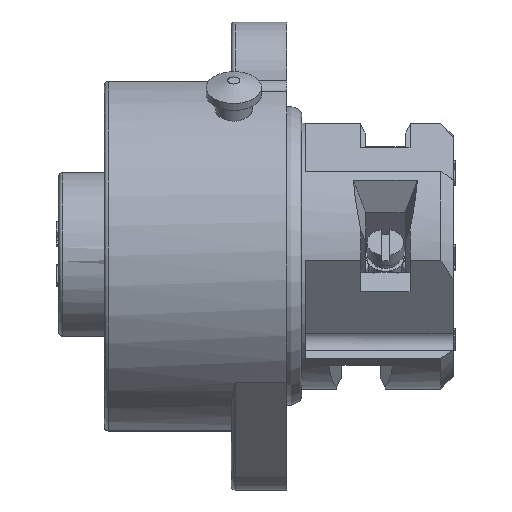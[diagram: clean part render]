
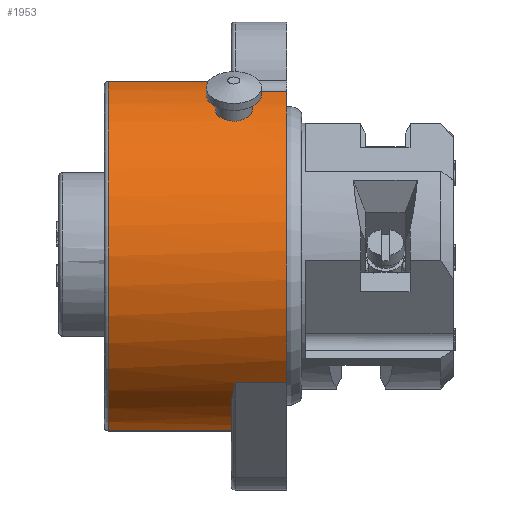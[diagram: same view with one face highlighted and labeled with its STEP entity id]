
A CAD part, left-side view. The second image highlights one B-rep face of the part: STEP entity #1953.
In plain terms, the highlighted cylindrical face has radius 14.5 mm (diameter 29 mm), a partial arc.
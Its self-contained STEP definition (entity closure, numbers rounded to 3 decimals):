
#859=FACE_BOUND('',#4265,.T.);
#860=FACE_BOUND('',#4266,.T.);
#1251=B_SPLINE_CURVE_WITH_KNOTS('',3,(#24022,#24023,#24024,#24025,#24026,
#24027,#24028,#24029,#24030,#24031,#24032,#24033,#24034,#24035,#24036,#24037,
#24038,#24039,#24040,#24041,#24042,#24043,#24044,#24045,#24046,#24047,#24048,
#24049,#24050,#24051,#24052,#24053,#24054,#24055,#24056,#24057,#24058,#24059,
#24060,#24061,#24062,#24063,#24064,#24065,#24066,#24067,#24068,#24069,#24070,
#24071,#24072,#24073,#24074,#24075,#24076,#24077,#24078,#24079),
 .UNSPECIFIED.,.T.,.F.,(1,3,3,3,3,3,3,3,3,3,3,3,3,3,3,3,3,3,3,3,3,1),(-0.035,
0.,0.054,0.107,0.161,0.214,
0.268,0.321,0.375,0.429,
0.483,0.536,0.589,0.643,
0.697,0.751,0.804,0.857,
0.911,0.965,1.,1.054),.UNSPECIFIED.);
#1252=B_SPLINE_CURVE_WITH_KNOTS('',3,(#24090,#24091,#24092,#24093,#24094,
#24095,#24096,#24097,#24098,#24099),.UNSPECIFIED.,.F.,.F.,(4,3,3,4),(0.,
0.202,0.992,1.),.UNSPECIFIED.);
#1253=B_SPLINE_CURVE_WITH_KNOTS('',3,(#24107,#24108,#24109,#24110,#24111,
#24112,#24113,#24114,#24115,#24116),.UNSPECIFIED.,.F.,.F.,(4,3,3,4),(0.,
0.007,0.688,1.),.UNSPECIFIED.);
#1792=CYLINDRICAL_SURFACE('',#17398,14.5);
#1953=ADVANCED_FACE('',(#859,#860),#1792,.T.);
#4265=EDGE_LOOP('',(#8449));
#4266=EDGE_LOOP('',(#8450,#8451,#8452,#8453,#8454,#8455,#8456,#8457,#8458,
#8459));
#5456=LINE('',#24081,#6818);
#5457=LINE('',#24086,#6819);
#5458=LINE('',#24101,#6820);
#5459=LINE('',#24105,#6821);
#6818=VECTOR('',#18912,1.);
#6819=VECTOR('',#18915,1.);
#6820=VECTOR('',#18918,1.);
#6821=VECTOR('',#18921,1.);
#8449=ORIENTED_EDGE('',*,*,#14860,.F.);
#8450=ORIENTED_EDGE('',*,*,#14861,.T.);
#8451=ORIENTED_EDGE('',*,*,#14862,.T.);
#8452=ORIENTED_EDGE('',*,*,#14863,.T.);
#8453=ORIENTED_EDGE('',*,*,#14864,.F.);
#8454=ORIENTED_EDGE('',*,*,#14865,.T.);
#8455=ORIENTED_EDGE('',*,*,#14866,.T.);
#8456=ORIENTED_EDGE('',*,*,#14867,.F.);
#8457=ORIENTED_EDGE('',*,*,#14868,.F.);
#8458=ORIENTED_EDGE('',*,*,#14869,.T.);
#8459=ORIENTED_EDGE('',*,*,#14870,.F.);
#13231=VERTEX_POINT('',#24080);
#13232=VERTEX_POINT('',#24082);
#13233=VERTEX_POINT('',#24083);
#13234=VERTEX_POINT('',#24085);
#13235=VERTEX_POINT('',#24087);
#13236=VERTEX_POINT('',#24089);
#13237=VERTEX_POINT('',#24100);
#13238=VERTEX_POINT('',#24102);
#13239=VERTEX_POINT('',#24104);
#13240=VERTEX_POINT('',#24106);
#13241=VERTEX_POINT('',#24117);
#14860=EDGE_CURVE('',#13231,#13231,#1251,.T.);
#14861=EDGE_CURVE('',#13232,#13233,#5456,.T.);
#14862=EDGE_CURVE('',#13233,#13234,#16941,.T.);
#14863=EDGE_CURVE('',#13234,#13235,#5457,.T.);
#14864=EDGE_CURVE('',#13236,#13235,#16942,.T.);
#14865=EDGE_CURVE('',#13236,#13237,#1252,.T.);
#14866=EDGE_CURVE('',#13237,#13238,#5458,.T.);
#14867=EDGE_CURVE('',#13239,#13238,#16943,.T.);
#14868=EDGE_CURVE('',#13240,#13239,#5459,.T.);
#14869=EDGE_CURVE('',#13240,#13241,#1253,.T.);
#14870=EDGE_CURVE('',#13232,#13241,#16944,.T.);
#16941=CIRCLE('',#17394,14.5);
#16942=CIRCLE('',#17395,14.5);
#16943=CIRCLE('',#17396,14.5);
#16944=CIRCLE('',#17397,14.5);
#17394=AXIS2_PLACEMENT_3D('',#24084,#18913,#18914);
#17395=AXIS2_PLACEMENT_3D('',#24088,#18916,#18917);
#17396=AXIS2_PLACEMENT_3D('',#24103,#18919,#18920);
#17397=AXIS2_PLACEMENT_3D('',#24118,#18922,#18923);
#17398=AXIS2_PLACEMENT_3D('',#24119,#18924,#18925);
#18912=DIRECTION('',(0.,1.,0.));
#18913=DIRECTION('',(0.,-1.,0.));
#18914=DIRECTION('',(0.,0.,1.));
#18915=DIRECTION('',(0.,-1.,0.));
#18916=DIRECTION('',(0.,-1.,0.));
#18917=DIRECTION('',(0.,0.,-1.));
#18918=DIRECTION('',(0.,-1.,0.));
#18919=DIRECTION('',(0.,-1.,0.));
#18920=DIRECTION('',(1.,0.,0.));
#18921=DIRECTION('',(0.,-1.,0.));
#18922=DIRECTION('',(0.,-1.,0.));
#18923=DIRECTION('',(0.,0.,-1.));
#18924=DIRECTION('',(0.,-1.,0.));
#18925=DIRECTION('',(0.,0.,-1.));
#24022=CARTESIAN_POINT('',(-7.044,17.8,12.674));
#24023=CARTESIAN_POINT('',(-7.044,17.967,12.674));
#24024=CARTESIAN_POINT('',(-7.069,18.137,12.66));
#24025=CARTESIAN_POINT('',(-7.117,18.295,12.633));
#24026=CARTESIAN_POINT('',(-7.166,18.453,12.606));
#24027=CARTESIAN_POINT('',(-7.238,18.603,12.565));
#24028=CARTESIAN_POINT('',(-7.328,18.734,12.512));
#24029=CARTESIAN_POINT('',(-7.419,18.865,12.459));
#24030=CARTESIAN_POINT('',(-7.529,18.98,12.393));
#24031=CARTESIAN_POINT('',(-7.65,19.07,12.318));
#24032=CARTESIAN_POINT('',(-7.771,19.159,12.243));
#24033=CARTESIAN_POINT('',(-7.906,19.225,12.156));
#24034=CARTESIAN_POINT('',(-8.042,19.263,12.065));
#24035=CARTESIAN_POINT('',(-8.178,19.3,11.975));
#24036=CARTESIAN_POINT('',(-8.32,19.309,11.877));
#24037=CARTESIAN_POINT('',(-8.455,19.29,11.779));
#24038=CARTESIAN_POINT('',(-8.59,19.271,11.683));
#24039=CARTESIAN_POINT('',(-8.723,19.224,11.584));
#24040=CARTESIAN_POINT('',(-8.842,19.151,11.492));
#24041=CARTESIAN_POINT('',(-8.961,19.079,11.4));
#24042=CARTESIAN_POINT('',(-9.071,18.979,11.313));
#24043=CARTESIAN_POINT('',(-9.163,18.861,11.238));
#24044=CARTESIAN_POINT('',(-9.255,18.742,11.163));
#24045=CARTESIAN_POINT('',(-9.332,18.602,11.098));
#24046=CARTESIAN_POINT('',(-9.388,18.45,11.051));
#24047=CARTESIAN_POINT('',(-9.444,18.299,11.003));
#24048=CARTESIAN_POINT('',(-9.48,18.133,10.972));
#24049=CARTESIAN_POINT('',(-9.494,17.965,10.96));
#24050=CARTESIAN_POINT('',(-9.508,17.799,10.947));
#24051=CARTESIAN_POINT('',(-9.501,17.627,10.954));
#24052=CARTESIAN_POINT('',(-9.472,17.464,10.979));
#24053=CARTESIAN_POINT('',(-9.444,17.301,11.003));
#24054=CARTESIAN_POINT('',(-9.393,17.143,11.046));
#24055=CARTESIAN_POINT('',(-9.325,17.002,11.104));
#24056=CARTESIAN_POINT('',(-9.257,16.86,11.161));
#24057=CARTESIAN_POINT('',(-9.168,16.731,11.235));
#24058=CARTESIAN_POINT('',(-9.065,16.627,11.317));
#24059=CARTESIAN_POINT('',(-8.963,16.522,11.399));
#24060=CARTESIAN_POINT('',(-8.843,16.439,11.492));
#24061=CARTESIAN_POINT('',(-8.716,16.383,11.588));
#24062=CARTESIAN_POINT('',(-8.589,16.328,11.683));
#24063=CARTESIAN_POINT('',(-8.452,16.3,11.783));
#24064=CARTESIAN_POINT('',(-8.314,16.3,11.88));
#24065=CARTESIAN_POINT('',(-8.177,16.3,11.976));
#24066=CARTESIAN_POINT('',(-8.036,16.33,12.07));
#24067=CARTESIAN_POINT('',(-7.904,16.385,12.156));
#24068=CARTESIAN_POINT('',(-7.772,16.44,12.242));
#24069=CARTESIAN_POINT('',(-7.645,16.524,12.322));
#24070=CARTESIAN_POINT('',(-7.533,16.628,12.39));
#24071=CARTESIAN_POINT('',(-7.421,16.732,12.458));
#24072=CARTESIAN_POINT('',(-7.321,16.861,12.516));
#24073=CARTESIAN_POINT('',(-7.244,17.003,12.561));
#24074=CARTESIAN_POINT('',(-7.166,17.146,12.606));
#24075=CARTESIAN_POINT('',(-7.108,17.306,12.638));
#24076=CARTESIAN_POINT('',(-7.076,17.47,12.656));
#24077=CARTESIAN_POINT('',(-7.054,17.578,12.668));
#24078=CARTESIAN_POINT('',(-7.044,17.689,12.674));
#24079=CARTESIAN_POINT('',(-7.044,17.8,12.674));
#24080=CARTESIAN_POINT('',(-7.044,17.8,12.674));
#24081=CARTESIAN_POINT('',(-2.987,0.,14.189));
#24082=CARTESIAN_POINT('',(-2.987,18.,14.189));
#24083=CARTESIAN_POINT('',(-2.987,28.,14.189));
#24084=CARTESIAN_POINT('',(0.,28.,0.));
#24085=CARTESIAN_POINT('',(-2.987,28.,-14.189));
#24086=CARTESIAN_POINT('',(-2.987,0.,-14.189));
#24087=CARTESIAN_POINT('',(-2.987,18.,-14.189));
#24088=CARTESIAN_POINT('',(0.,18.,0.));
#24089=CARTESIAN_POINT('',(-7.922,18.,-12.145));
#24090=CARTESIAN_POINT('',(-7.922,18.,-12.145));
#24091=CARTESIAN_POINT('',(-8.09,18.,-12.035));
#24092=CARTESIAN_POINT('',(-8.255,17.992,-11.922));
#24093=CARTESIAN_POINT('',(-8.418,17.979,-11.806));
#24094=CARTESIAN_POINT('',(-9.053,17.93,-11.354));
#24095=CARTESIAN_POINT('',(-9.649,17.815,-10.851));
#24096=CARTESIAN_POINT('',(-10.199,17.703,-10.307));
#24097=CARTESIAN_POINT('',(-10.204,17.702,-10.302));
#24098=CARTESIAN_POINT('',(-10.21,17.701,-10.296));
#24099=CARTESIAN_POINT('',(-10.216,17.7,-10.29));
#24100=CARTESIAN_POINT('',(-10.216,17.7,-10.29));
#24101=CARTESIAN_POINT('',(-10.216,33.85,-10.29));
#24102=CARTESIAN_POINT('',(-10.216,13.5,-10.29));
#24103=CARTESIAN_POINT('',(0.,13.5,0.));
#24104=CARTESIAN_POINT('',(-5.606,13.5,13.372));
#24105=CARTESIAN_POINT('',(-5.606,33.85,13.372));
#24106=CARTESIAN_POINT('',(-5.606,17.7,13.372));
#24107=CARTESIAN_POINT('',(-5.606,17.7,13.372));
#24108=CARTESIAN_POINT('',(-5.604,17.701,13.373));
#24109=CARTESIAN_POINT('',(-5.603,17.702,13.374));
#24110=CARTESIAN_POINT('',(-5.601,17.703,13.374));
#24111=CARTESIAN_POINT('',(-5.444,17.8,13.44));
#24112=CARTESIAN_POINT('',(-5.283,17.899,13.505));
#24113=CARTESIAN_POINT('',(-5.108,17.956,13.571));
#24114=CARTESIAN_POINT('',(-5.027,17.982,13.601));
#24115=CARTESIAN_POINT('',(-4.942,18.,13.632));
#24116=CARTESIAN_POINT('',(-4.857,18.,13.662));
#24117=CARTESIAN_POINT('',(-4.857,18.,13.662));
#24118=CARTESIAN_POINT('',(0.,18.,0.));
#24119=CARTESIAN_POINT('',(0.,0.,0.));
